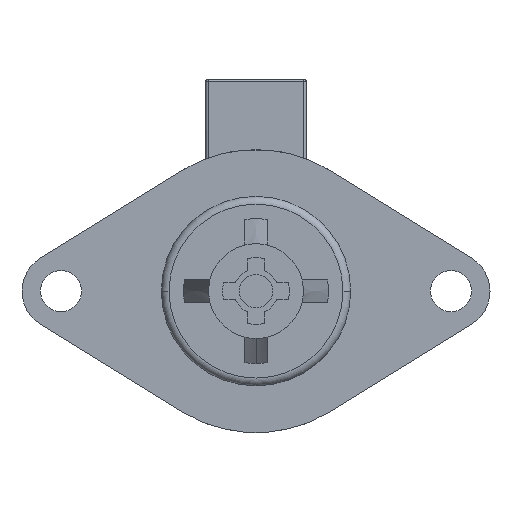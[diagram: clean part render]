
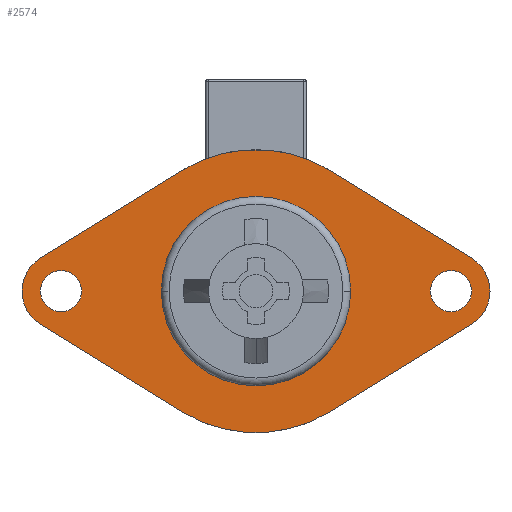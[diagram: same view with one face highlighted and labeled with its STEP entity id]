
A CAD part, left-side view. The second image highlights one B-rep face of the part: STEP entity #2574.
In plain terms, the highlighted planar face has unit normal (-1, 0, 0).
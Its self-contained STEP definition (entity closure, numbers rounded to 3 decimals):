
#59 = DIRECTION ( 'NONE',  ( -1., 0., 0. ) ) ;
#96 = CIRCLE ( 'NONE', #4120, 12.7 ) ;
#102 = CARTESIAN_POINT ( 'NONE',  ( 5.78, 17.5, 0. ) ) ;
#115 = VERTEX_POINT ( 'NONE', #5444 ) ;
#116 = CARTESIAN_POINT ( 'NONE',  ( 5.78, -15.65, 0. ) ) ;
#120 = CIRCLE ( 'NONE', #3793, 12.7 ) ;
#154 = EDGE_CURVE ( 'NONE', #4110, #3816, #120, .T. ) ;
#257 = ORIENTED_EDGE ( 'NONE', *, *, #3248, .F. ) ;
#287 = ORIENTED_EDGE ( 'NONE', *, *, #830, .F. ) ;
#303 = CARTESIAN_POINT ( 'NONE',  ( 5.78, -17.5, 0. ) ) ;
#308 = ORIENTED_EDGE ( 'NONE', *, *, #1671, .T. ) ;
#321 = AXIS2_PLACEMENT_3D ( 'NONE', #3831, #5175, #5565 ) ;
#391 = EDGE_CURVE ( 'NONE', #1806, #4504, #4383, .T. ) ;
#463 = CARTESIAN_POINT ( 'NONE',  ( 5.78, 19.34, -2.977 ) ) ;
#489 = CARTESIAN_POINT ( 'NONE',  ( 5.78, -17.5, 0. ) ) ;
#557 = CARTESIAN_POINT ( 'NONE',  ( 5.78, 0., 0. ) ) ;
#599 = DIRECTION ( 'NONE',  ( 0., -1., 0. ) ) ;
#718 = CARTESIAN_POINT ( 'NONE',  ( 5.78, -19.34, -2.977 ) ) ;
#830 = EDGE_CURVE ( 'NONE', #5253, #5322, #4523, .T. ) ;
#950 = CARTESIAN_POINT ( 'NONE',  ( 5.78, -19.34, -2.977 ) ) ;
#961 = VERTEX_POINT ( 'NONE', #950 ) ;
#1011 = AXIS2_PLACEMENT_3D ( 'NONE', #2426, #5542, #4197 ) ;
#1017 = CIRCLE ( 'NONE', #4224, 1.85 ) ;
#1045 = DIRECTION ( 'NONE',  ( 0., -0.851, -0.526 ) ) ;
#1097 = CIRCLE ( 'NONE', #4397, 8.5 ) ;
#1111 = CARTESIAN_POINT ( 'NONE',  ( 5.78, 15.65, 0. ) ) ;
#1291 = CARTESIAN_POINT ( 'NONE',  ( 5.78, 6.677, -10.803 ) ) ;
#1292 = CIRCLE ( 'NONE', #1011, 8.5 ) ;
#1304 = CIRCLE ( 'NONE', #4500, 3.5 ) ;
#1318 = DIRECTION ( 'NONE',  ( -1., 0., 0. ) ) ;
#1345 = DIRECTION ( 'NONE',  ( 0., 1., 0. ) ) ;
#1536 = CARTESIAN_POINT ( 'NONE',  ( 5.78, -8.5, 0. ) ) ;
#1582 = ORIENTED_EDGE ( 'NONE', *, *, #5495, .T. ) ;
#1638 = CARTESIAN_POINT ( 'NONE',  ( 5.78, -6.677, -10.803 ) ) ;
#1671 = EDGE_CURVE ( 'NONE', #3816, #961, #4617, .T. ) ;
#1717 = DIRECTION ( 'NONE',  ( 0., -1., 0. ) ) ;
#1724 = VERTEX_POINT ( 'NONE', #4584 ) ;
#1738 = FACE_BOUND ( 'NONE', #3959, .T. ) ;
#1800 = DIRECTION ( 'NONE',  ( -1., 0., 0. ) ) ;
#1806 = VERTEX_POINT ( 'NONE', #3532 ) ;
#1836 = DIRECTION ( 'NONE',  ( 0., -1., 0. ) ) ;
#1997 = LINE ( 'NONE', #3763, #2659 ) ;
#2018 = ORIENTED_EDGE ( 'NONE', *, *, #4726, .T. ) ;
#2033 = AXIS2_PLACEMENT_3D ( 'NONE', #102, #4450, #1836 ) ;
#2185 = EDGE_LOOP ( 'NONE', ( #3725, #257 ) ) ;
#2232 = CARTESIAN_POINT ( 'NONE',  ( 5.78, 21., 0. ) ) ;
#2392 = VECTOR ( 'NONE', #1045, 1000. ) ;
#2401 = VERTEX_POINT ( 'NONE', #3203 ) ;
#2426 = CARTESIAN_POINT ( 'NONE',  ( 5.78, 0., 0. ) ) ;
#2519 = AXIS2_PLACEMENT_3D ( 'NONE', #3088, #3056, #1345 ) ;
#2574 = ADVANCED_FACE ( 'NONE', ( #1738, #4351, #4409, #2614 ), #5192, .F. ) ;
#2583 = VECTOR ( 'NONE', #3587, 1000. ) ;
#2614 = FACE_OUTER_BOUND ( 'NONE', #3845, .T. ) ;
#2659 = VECTOR ( 'NONE', #2936, 1000. ) ;
#2697 = EDGE_CURVE ( 'NONE', #2846, #3429, #5467, .T. ) ;
#2846 = VERTEX_POINT ( 'NONE', #4474 ) ;
#2906 = DIRECTION ( 'NONE',  ( 0., -1., 0. ) ) ;
#2912 = DIRECTION ( 'NONE',  ( -1., 0., 0. ) ) ;
#2920 = CIRCLE ( 'NONE', #3673, 1.85 ) ;
#2932 = ORIENTED_EDGE ( 'NONE', *, *, #3695, .F. ) ;
#2936 = DIRECTION ( 'NONE',  ( 0., 0.851, -0.526 ) ) ;
#2982 = ORIENTED_EDGE ( 'NONE', *, *, #154, .T. ) ;
#3056 = DIRECTION ( 'NONE',  ( 1., 0., 0. ) ) ;
#3060 = CARTESIAN_POINT ( 'NONE',  ( 5.78, 19.34, -2.977 ) ) ;
#3088 = CARTESIAN_POINT ( 'NONE',  ( 5.78, -17.5, 0. ) ) ;
#3120 = CARTESIAN_POINT ( 'NONE',  ( 5.78, 17.5, 0. ) ) ;
#3145 = EDGE_CURVE ( 'NONE', #4504, #1724, #96, .T. ) ;
#3203 = CARTESIAN_POINT ( 'NONE',  ( 5.78, 8.5, 0. ) ) ;
#3248 = EDGE_CURVE ( 'NONE', #5599, #2401, #1097, .T. ) ;
#3298 = VERTEX_POINT ( 'NONE', #3060 ) ;
#3324 = CIRCLE ( 'NONE', #2033, 3.5 ) ;
#3369 = DIRECTION ( 'NONE',  ( 0., 1., 0. ) ) ;
#3378 = CARTESIAN_POINT ( 'NONE',  ( 5.78, 17.5, 0. ) ) ;
#3429 = VERTEX_POINT ( 'NONE', #116 ) ;
#3532 = CARTESIAN_POINT ( 'NONE',  ( 5.78, -19.34, 2.977 ) ) ;
#3537 = DIRECTION ( 'NONE',  ( 0., 1., 0. ) ) ;
#3550 = EDGE_CURVE ( 'NONE', #115, #4720, #3773, .T. ) ;
#3587 = DIRECTION ( 'NONE',  ( 0., 0.851, 0.526 ) ) ;
#3612 = CARTESIAN_POINT ( 'NONE',  ( 5.78, -19.34, 2.977 ) ) ;
#3615 = DIRECTION ( 'NONE',  ( 0., -1., 0. ) ) ;
#3665 = CARTESIAN_POINT ( 'NONE',  ( 5.78, -6.677, 10.803 ) ) ;
#3673 = AXIS2_PLACEMENT_3D ( 'NONE', #489, #59, #5035 ) ;
#3695 = EDGE_CURVE ( 'NONE', #3429, #2846, #2920, .T. ) ;
#3702 = ORIENTED_EDGE ( 'NONE', *, *, #3145, .T. ) ;
#3725 = ORIENTED_EDGE ( 'NONE', *, *, #3755, .F. ) ;
#3735 = DIRECTION ( 'NONE',  ( -1., 0., 0. ) ) ;
#3748 = DIRECTION ( 'NONE',  ( 0., -0.851, 0.526 ) ) ;
#3755 = EDGE_CURVE ( 'NONE', #2401, #5599, #1292, .T. ) ;
#3763 = CARTESIAN_POINT ( 'NONE',  ( 5.78, 19.34, 2.977 ) ) ;
#3773 = CIRCLE ( 'NONE', #5048, 3.5 ) ;
#3792 = CARTESIAN_POINT ( 'NONE',  ( 5.78, 0., 0. ) ) ;
#3793 = AXIS2_PLACEMENT_3D ( 'NONE', #3792, #4519, #599 ) ;
#3816 = VERTEX_POINT ( 'NONE', #1638 ) ;
#3831 = CARTESIAN_POINT ( 'NONE',  ( 5.78, 17.5, 0. ) ) ;
#3845 = EDGE_LOOP ( 'NONE', ( #4276, #5561, #3702, #4327, #4608, #2018, #1582, #2982, #308 ) ) ;
#3887 = CARTESIAN_POINT ( 'NONE',  ( 5.78, 0., 0. ) ) ;
#3959 = EDGE_LOOP ( 'NONE', ( #5343, #2932 ) ) ;
#4096 = EDGE_CURVE ( 'NONE', #5322, #5253, #1017, .T. ) ;
#4110 = VERTEX_POINT ( 'NONE', #1291 ) ;
#4120 = AXIS2_PLACEMENT_3D ( 'NONE', #557, #2912, #5142 ) ;
#4197 = DIRECTION ( 'NONE',  ( 0., 1., 0. ) ) ;
#4224 = AXIS2_PLACEMENT_3D ( 'NONE', #3120, #1800, #1717 ) ;
#4276 = ORIENTED_EDGE ( 'NONE', *, *, #4554, .T. ) ;
#4327 = ORIENTED_EDGE ( 'NONE', *, *, #4370, .T. ) ;
#4351 = FACE_BOUND ( 'NONE', #4975, .T. ) ;
#4370 = EDGE_CURVE ( 'NONE', #1724, #115, #1997, .T. ) ;
#4383 = LINE ( 'NONE', #3612, #2583 ) ;
#4397 = AXIS2_PLACEMENT_3D ( 'NONE', #3887, #1318, #3537 ) ;
#4409 = FACE_BOUND ( 'NONE', #2185, .T. ) ;
#4450 = DIRECTION ( 'NONE',  ( -1., 0., 0. ) ) ;
#4474 = CARTESIAN_POINT ( 'NONE',  ( 5.78, -19.35, 0. ) ) ;
#4500 = AXIS2_PLACEMENT_3D ( 'NONE', #303, #4591, #3369 ) ;
#4504 = VERTEX_POINT ( 'NONE', #3665 ) ;
#4519 = DIRECTION ( 'NONE',  ( -1., 0., 0. ) ) ;
#4523 = CIRCLE ( 'NONE', #321, 1.85 ) ;
#4536 = LINE ( 'NONE', #463, #2392 ) ;
#4554 = EDGE_CURVE ( 'NONE', #961, #1806, #1304, .T. ) ;
#4584 = CARTESIAN_POINT ( 'NONE',  ( 5.78, 6.677, 10.803 ) ) ;
#4591 = DIRECTION ( 'NONE',  ( -1., 0., 0. ) ) ;
#4608 = ORIENTED_EDGE ( 'NONE', *, *, #3550, .T. ) ;
#4617 = LINE ( 'NONE', #718, #5285 ) ;
#4667 = CARTESIAN_POINT ( 'NONE',  ( 5.78, 19.35, 0. ) ) ;
#4720 = VERTEX_POINT ( 'NONE', #2232 ) ;
#4726 = EDGE_CURVE ( 'NONE', #4720, #3298, #3324, .T. ) ;
#4900 = DIRECTION ( 'NONE',  ( -1., 0., 0. ) ) ;
#4975 = EDGE_LOOP ( 'NONE', ( #287, #5553 ) ) ;
#5035 = DIRECTION ( 'NONE',  ( 0., -1., 0. ) ) ;
#5048 = AXIS2_PLACEMENT_3D ( 'NONE', #3378, #3735, #2906 ) ;
#5142 = DIRECTION ( 'NONE',  ( 0., -1., 0. ) ) ;
#5175 = DIRECTION ( 'NONE',  ( -1., 0., 0. ) ) ;
#5192 = PLANE ( 'NONE',  #2519 ) ;
#5202 = AXIS2_PLACEMENT_3D ( 'NONE', #5356, #4900, #3615 ) ;
#5253 = VERTEX_POINT ( 'NONE', #1111 ) ;
#5285 = VECTOR ( 'NONE', #3748, 1000. ) ;
#5322 = VERTEX_POINT ( 'NONE', #4667 ) ;
#5343 = ORIENTED_EDGE ( 'NONE', *, *, #2697, .F. ) ;
#5356 = CARTESIAN_POINT ( 'NONE',  ( 5.78, -17.5, 0. ) ) ;
#5444 = CARTESIAN_POINT ( 'NONE',  ( 5.78, 19.34, 2.977 ) ) ;
#5467 = CIRCLE ( 'NONE', #5202, 1.85 ) ;
#5495 = EDGE_CURVE ( 'NONE', #3298, #4110, #4536, .T. ) ;
#5542 = DIRECTION ( 'NONE',  ( -1., 0., 0. ) ) ;
#5553 = ORIENTED_EDGE ( 'NONE', *, *, #4096, .F. ) ;
#5561 = ORIENTED_EDGE ( 'NONE', *, *, #391, .T. ) ;
#5565 = DIRECTION ( 'NONE',  ( 0., -1., 0. ) ) ;
#5599 = VERTEX_POINT ( 'NONE', #1536 ) ;
